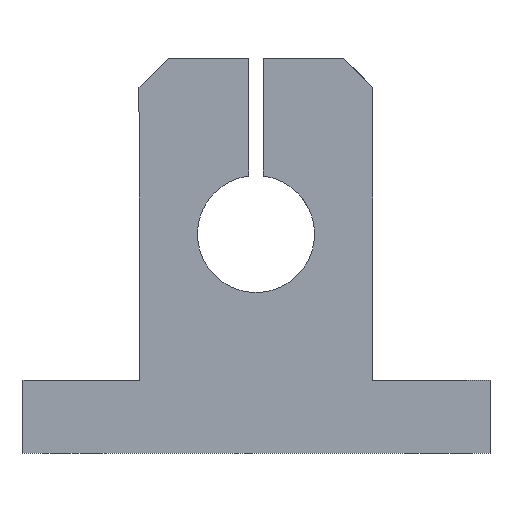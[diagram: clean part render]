
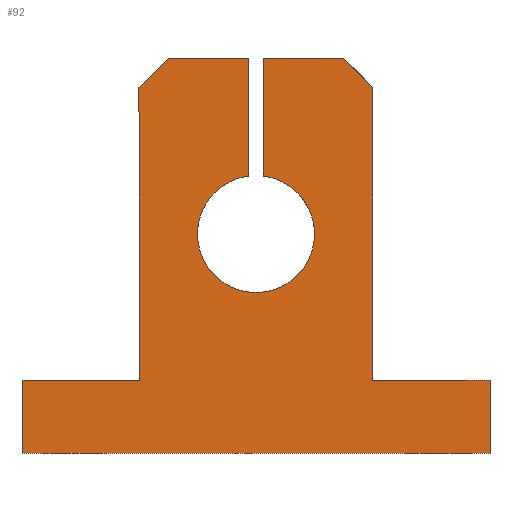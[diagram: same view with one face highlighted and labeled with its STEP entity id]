
A CAD part, front view. The second image highlights one B-rep face of the part: STEP entity #92.
In plain terms, the highlighted planar face has unit normal (0, -1, 0).
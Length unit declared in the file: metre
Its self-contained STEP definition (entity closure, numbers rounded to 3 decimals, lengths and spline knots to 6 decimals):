
#92 = ADVANCED_FACE( '', ( #196 ), #197, .F. );
#196 = FACE_OUTER_BOUND( '', #305, .T. );
#197 = PLANE( '', #306 );
#305 = EDGE_LOOP( '', ( #498, #499, #500, #501, #502, #503, #504, #505, #506, #507, #508, #509, #510, #511 ) );
#306 = AXIS2_PLACEMENT_3D( '', #512, #513, #514 );
#498 = ORIENTED_EDGE( '', *, *, #613, .F. );
#499 = ORIENTED_EDGE( '', *, *, #683, .T. );
#500 = ORIENTED_EDGE( '', *, *, #684, .F. );
#501 = ORIENTED_EDGE( '', *, *, #642, .T. );
#502 = ORIENTED_EDGE( '', *, *, #665, .T. );
#503 = ORIENTED_EDGE( '', *, *, #685, .T. );
#504 = ORIENTED_EDGE( '', *, *, #686, .F. );
#505 = ORIENTED_EDGE( '', *, *, #679, .T. );
#506 = ORIENTED_EDGE( '', *, *, #622, .F. );
#507 = ORIENTED_EDGE( '', *, *, #670, .F. );
#508 = ORIENTED_EDGE( '', *, *, #655, .F. );
#509 = ORIENTED_EDGE( '', *, *, #687, .F. );
#510 = ORIENTED_EDGE( '', *, *, #688, .F. );
#511 = ORIENTED_EDGE( '', *, *, #689, .F. );
#512 = CARTESIAN_POINT( '', ( -0.016, -0.005, 0. ) );
#513 = DIRECTION( '', ( 0., 1., 0. ) );
#514 = DIRECTION( '', ( 0., 0., 1. ) );
#613 = EDGE_CURVE( '', #719, #721, #722, .T. );
#622 = EDGE_CURVE( '', #735, #736, #737, .T. );
#642 = EDGE_CURVE( '', #771, #768, #772, .T. );
#655 = EDGE_CURVE( '', #790, #792, #793, .T. );
#665 = EDGE_CURVE( '', #768, #804, #806, .T. );
#670 = EDGE_CURVE( '', #792, #735, #813, .T. );
#679 = EDGE_CURVE( '', #823, #736, #824, .F. );
#683 = EDGE_CURVE( '', #719, #829, #830, .F. );
#684 = EDGE_CURVE( '', #771, #829, #831, .T. );
#685 = EDGE_CURVE( '', #804, #832, #833, .T. );
#686 = EDGE_CURVE( '', #823, #832, #834, .T. );
#687 = EDGE_CURVE( '', #835, #790, #836, .T. );
#688 = EDGE_CURVE( '', #837, #835, #838, .T. );
#689 = EDGE_CURVE( '', #721, #837, #839, .T. );
#719 = VERTEX_POINT( '', #875 );
#721 = VERTEX_POINT( '', #878 );
#722 = LINE( '', #879, #880 );
#735 = VERTEX_POINT( '', #894 );
#736 = VERTEX_POINT( '', #895 );
#737 = LINE( '', #896, #897 );
#768 = VERTEX_POINT( '', #940 );
#771 = VERTEX_POINT( '', #944 );
#772 = LINE( '', #945, #946 );
#790 = VERTEX_POINT( '', #972 );
#792 = VERTEX_POINT( '', #975 );
#793 = LINE( '', #976, #977 );
#804 = VERTEX_POINT( '', #992 );
#806 = CIRCLE( '', #995, 0.004 );
#813 = LINE( '', #1009, #1010 );
#823 = VERTEX_POINT( '', #1021 );
#824 = LINE( '', #1022, #1023 );
#829 = VERTEX_POINT( '', #1030 );
#830 = LINE( '', #1031, #1032 );
#831 = LINE( '', #1033, #1034 );
#832 = VERTEX_POINT( '', #1035 );
#833 = LINE( '', #1036, #1037 );
#834 = LINE( '', #1038, #1039 );
#835 = VERTEX_POINT( '', #1040 );
#836 = LINE( '', #1041, #1042 );
#837 = VERTEX_POINT( '', #1043 );
#838 = LINE( '', #1044, #1045 );
#839 = LINE( '', #1046, #1047 );
#875 = CARTESIAN_POINT( '', ( 0.008, -0.005, 0.025 ) );
#878 = CARTESIAN_POINT( '', ( 0.008, -0.005, 0.005 ) );
#879 = CARTESIAN_POINT( '', ( 0.008, -0.005, 0.027 ) );
#880 = VECTOR( '', #1090, 1. );
#894 = CARTESIAN_POINT( '', ( -0.008, -0.005, 0.005 ) );
#895 = CARTESIAN_POINT( '', ( -0.008, -0.005, 0.025 ) );
#896 = CARTESIAN_POINT( '', ( -0.008, -0.005, 0.005 ) );
#897 = VECTOR( '', #1104, 1. );
#940 = CARTESIAN_POINT( '', ( 0.0005, -0.005, 0.018969 ) );
#944 = CARTESIAN_POINT( '', ( 0.0005, -0.005, 0.027 ) );
#945 = CARTESIAN_POINT( '', ( 0.0005, -0.005, 0.027 ) );
#946 = VECTOR( '', #1124, 1. );
#972 = CARTESIAN_POINT( '', ( -0.016, -0.005, 0. ) );
#975 = CARTESIAN_POINT( '', ( -0.016, -0.005, 0.005 ) );
#976 = CARTESIAN_POINT( '', ( -0.016, -0.005, 0. ) );
#977 = VECTOR( '', #1134, 1. );
#992 = CARTESIAN_POINT( '', ( -0.0005, -0.005, 0.018969 ) );
#995 = AXIS2_PLACEMENT_3D( '', #1143, #1144, #1145 );
#1009 = CARTESIAN_POINT( '', ( -0.016, -0.005, 0.005 ) );
#1010 = VECTOR( '', #1148, 1. );
#1021 = CARTESIAN_POINT( '', ( -0.006, -0.005, 0.027 ) );
#1022 = CARTESIAN_POINT( '', ( -0.008, -0.005, 0.025 ) );
#1023 = VECTOR( '', #1159, 1. );
#1030 = CARTESIAN_POINT( '', ( 0.006, -0.005, 0.027 ) );
#1031 = CARTESIAN_POINT( '', ( 0.006, -0.005, 0.027 ) );
#1032 = VECTOR( '', #1162, 1. );
#1033 = CARTESIAN_POINT( '', ( -0.008, -0.005, 0.027 ) );
#1034 = VECTOR( '', #1163, 1. );
#1035 = CARTESIAN_POINT( '', ( -0.0005, -0.005, 0.027 ) );
#1036 = CARTESIAN_POINT( '', ( -0.0005, -0.005, 0.015 ) );
#1037 = VECTOR( '', #1164, 1. );
#1038 = CARTESIAN_POINT( '', ( -0.008, -0.005, 0.027 ) );
#1039 = VECTOR( '', #1165, 1. );
#1040 = CARTESIAN_POINT( '', ( 0.016, -0.005, 0. ) );
#1041 = CARTESIAN_POINT( '', ( 0.016, -0.005, 0. ) );
#1042 = VECTOR( '', #1166, 1. );
#1043 = CARTESIAN_POINT( '', ( 0.016, -0.005, 0.005 ) );
#1044 = CARTESIAN_POINT( '', ( 0.016, -0.005, 0.005 ) );
#1045 = VECTOR( '', #1167, 1. );
#1046 = CARTESIAN_POINT( '', ( 0.008, -0.005, 0.005 ) );
#1047 = VECTOR( '', #1168, 1. );
#1090 = DIRECTION( '', ( 0., 0., -1. ) );
#1104 = DIRECTION( '', ( 0., 0., 1. ) );
#1124 = DIRECTION( '', ( 0., 0., -1. ) );
#1134 = DIRECTION( '', ( 0., 0., 1. ) );
#1143 = CARTESIAN_POINT( '', ( 0., -0.005, 0.015 ) );
#1144 = DIRECTION( '', ( 0., 1., 0. ) );
#1145 = DIRECTION( '', ( 1., 0., 0. ) );
#1148 = DIRECTION( '', ( 1., 0., 0. ) );
#1159 = DIRECTION( '', ( 0.707, 0., 0.707 ) );
#1162 = DIRECTION( '', ( 0.707, 0., -0.707 ) );
#1163 = DIRECTION( '', ( 1., 0., 0. ) );
#1164 = DIRECTION( '', ( 0., 0., 1. ) );
#1165 = DIRECTION( '', ( 1., 0., 0. ) );
#1166 = DIRECTION( '', ( -1., 0., 0. ) );
#1167 = DIRECTION( '', ( 0., 0., -1. ) );
#1168 = DIRECTION( '', ( 1., 0., 0. ) );
